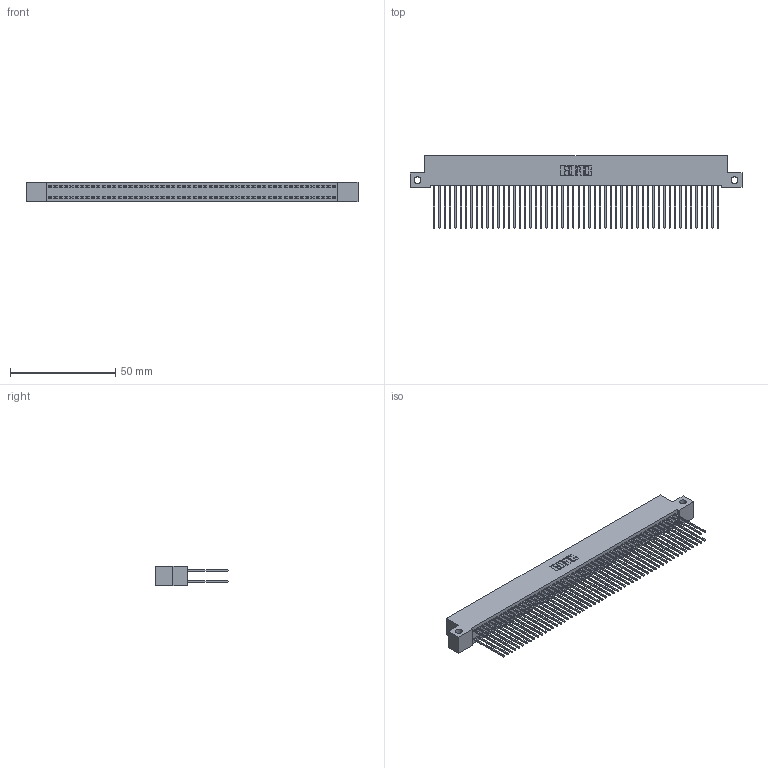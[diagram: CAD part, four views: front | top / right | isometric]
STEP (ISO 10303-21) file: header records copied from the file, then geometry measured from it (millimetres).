
FILE_DESCRIPTION (( 'STEP AP203' ), '1' );
FILE_NAME ('342-108-541-212.STEP', '2019-10-04T19:49:00', ( '' ), ( '' ), 'SwSTEP 2.0', 'SolidWorks 2016', '' );
FILE_SCHEMA (( 'CONFIG_CONTROL_DESIGN' ));
Length unit declared in the file: inch
Products named in the file (3): 342 Part_Side Mount; 345-292-001_345-293-141; 342-108-541-212
Assembly tree (109 placements, depth 2):
  342-108-541-212
    342 Part_Side Mount
    345-292-001_345-293-141  x108
Bounding box: 157.48 x 34.3 x 9.4 mm (x, y, z)
Volume: 14752 mm3; surface area: 26950.4 mm2
Topology: 109 solids, 109 shells, 5726 faces, 17039 edges, 11214 vertices
Faces by surface type: plane 3954, cylinder 1772
Entity records: 33077 total; most frequent: CARTESIAN_POINT 5466, ORIENTED_EDGE 5402, DIRECTION 4649, EDGE_CURVE 2701, VECTOR 2573, LINE 2573, VERTEX_POINT 1798, AXIS2_PLACEMENT_3D 1038
